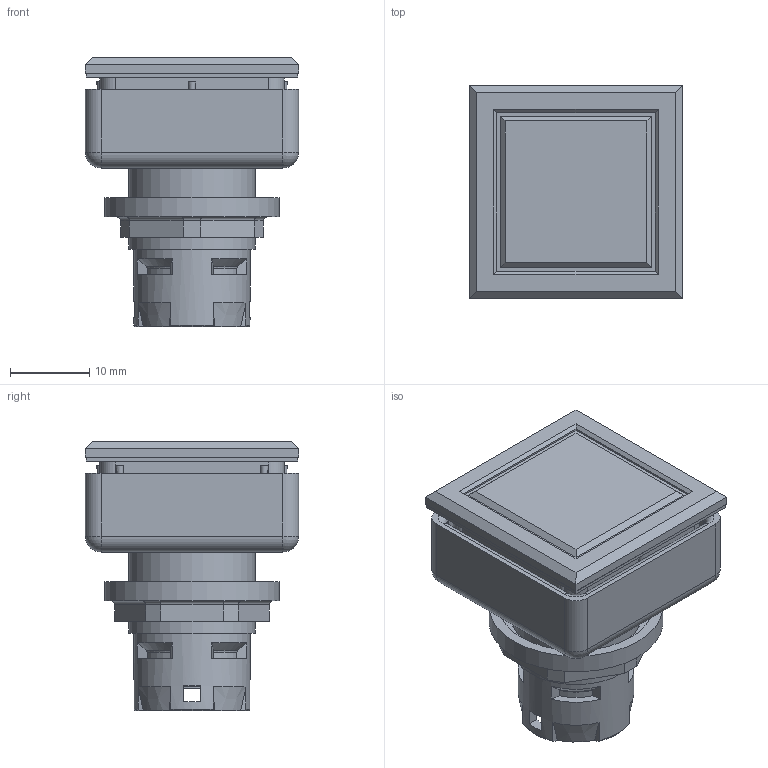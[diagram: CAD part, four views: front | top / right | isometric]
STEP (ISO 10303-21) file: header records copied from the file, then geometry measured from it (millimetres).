
FILE_DESCRIPTION(/* description */ (''),/* implementation_level */ '2;1');
FILE_NAME(/* name */ 'QXJD_ipt.stp',/* time_stamp */ '2017-04-21T08:16:51+02:00',/* author */ ('ahoffmann'),/* organization */ (''),/* preprocessor_version */ 'ST-DEVELOPER v16.1',/* originating_system */ 'Autodesk Inventor 2016',/* authorisation */ '');
FILE_SCHEMA (('AUTOMOTIVE_DESIGN { 1 0 10303 214 3 1 1 }'));
Length unit declared in the file: centimetre
Products named in the file (1): QXJD_vereinfacht
Bounding box: 26.9 x 26.9 x 33.95 mm (x, y, z)
Volume: 12948.3 mm3; surface area: 6777.2 mm2
Topology: 1 solids, 5 shells, 322 faces, 828 edges, 509 vertices
Faces by surface type: plane 154, cylinder 99, cone 26, sphere 20, torus 19, bspline 4
Full cylindrical faces by diameter (mm): 5 x1, 12.1 x1, 14.65 x1, 16 x2, 16.25 x1, 16.5 x1, 19.5 x1, 22 x1
Entity records: 9892 total; most frequent: CARTESIAN_POINT 2421, DIRECTION 1574, ORIENTED_EDGE 1530, EDGE_CURVE 765, AXIS2_PLACEMENT_3D 568, VERTEX_POINT 479, LINE 438, VECTOR 438
